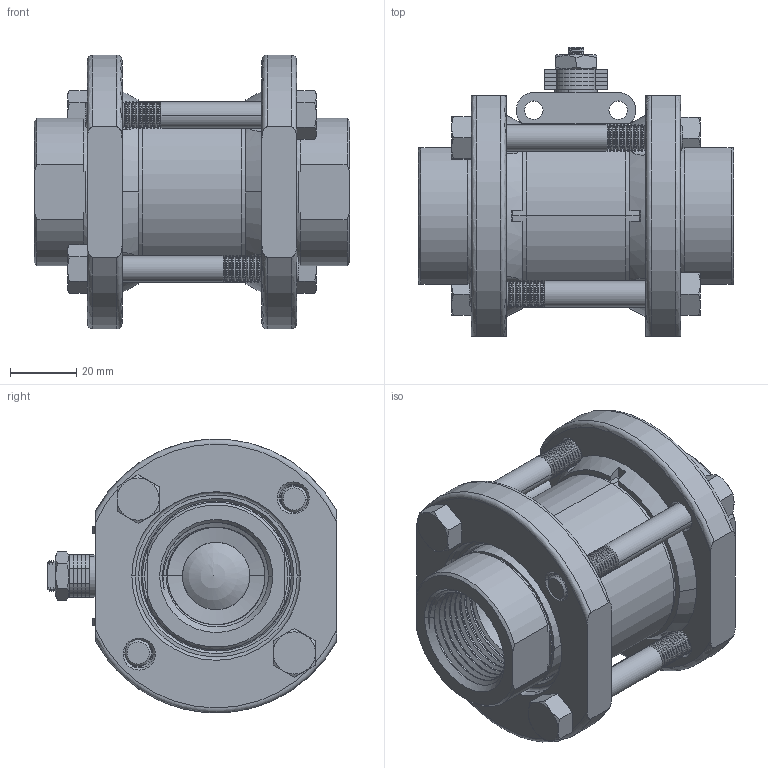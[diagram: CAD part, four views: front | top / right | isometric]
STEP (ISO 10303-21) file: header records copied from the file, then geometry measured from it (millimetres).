
FILE_DESCRIPTION (( 'STEP AP203' ), '1' );
FILE_NAME ('28XXSESZ.step', '2018-04-11T12:15:40', ( '' ), ( '' ), 'SwSTEP 2.0', 'SolidWorks 2017', '' );
FILE_SCHEMA (( 'CONFIG_CONTROL_DESIGN' ));
Products named in the file (1): 28XXSESZ
Bounding box: 95 x 87.21 x 82.39 mm (x, y, z)
Volume: 205503.6 mm3; surface area: 89748.5 mm2
Topology: 25 solids, 25 shells, 1234 faces, 3212 edges, 2037 vertices
Faces by surface type: cone 477, cylinder 423, plane 208, bspline 96, torus 28, sphere 2
Entity records: 101068 total; most frequent: CARTESIAN_POINT 71138, ORIENTED_EDGE 6412, DIRECTION 6318, EDGE_CURVE 3206, AXIS2_PLACEMENT_3D 2554, VERTEX_POINT 2033, CIRCLE 1415, EDGE_LOOP 1311
